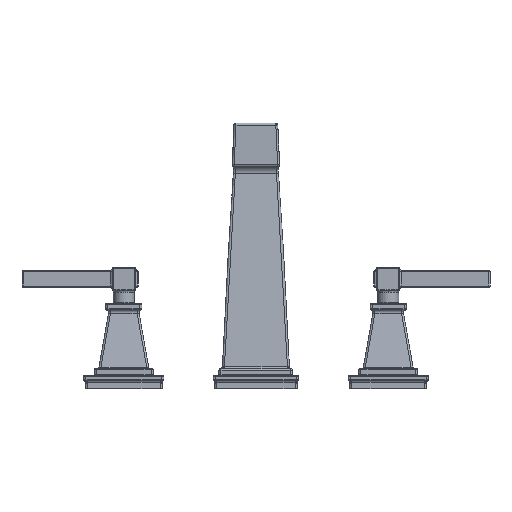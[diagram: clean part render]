
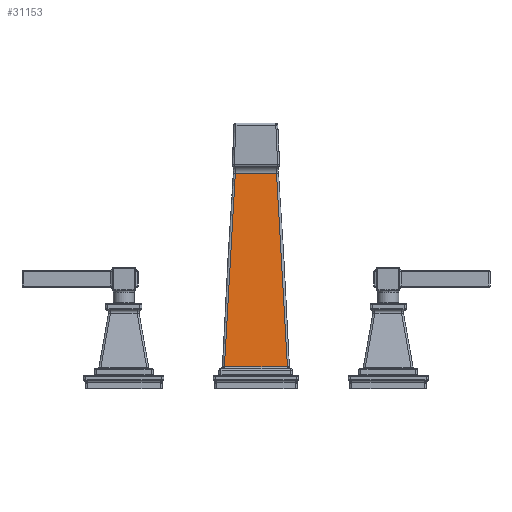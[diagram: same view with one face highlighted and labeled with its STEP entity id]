
A CAD part, front view. The second image highlights one B-rep face of the part: STEP entity #31153.
In plain terms, the highlighted planar face has unit normal (0, -0.996, 0.095).
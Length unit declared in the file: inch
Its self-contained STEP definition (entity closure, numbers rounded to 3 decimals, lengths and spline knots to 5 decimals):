
#27155=DIRECTION('',(1.,0.,0.));
#27156=VECTOR('',#27155,1.87538);
#27157=CARTESIAN_POINT('',(-0.93769,-0.99491,
0.66091));
#27158=LINE('',#27157,#27156);
#27162=CARTESIAN_POINT('',(-0.61391,-0.4467,
6.41206));
#27163=CARTESIAN_POINT('',(-0.62596,-0.46295,
6.24156));
#27164=CARTESIAN_POINT('',(-0.65039,-0.49681,
5.88629));
#27165=CARTESIAN_POINT('',(-0.68766,-0.55142,
5.3134));
#27166=CARTESIAN_POINT('',(-0.72595,-0.61065,
4.69204));
#27167=CARTESIAN_POINT('',(-0.76541,-0.67499,
4.01707));
#27168=CARTESIAN_POINT('',(-0.80612,-0.74488,
3.28385));
#27169=CARTESIAN_POINT('',(-0.84818,-0.82076,
2.48786));
#27170=CARTESIAN_POINT('',(-0.89178,-0.90325,
1.62249));
#27171=CARTESIAN_POINT('',(-0.9222,-0.96352,
0.99016));
#27172=CARTESIAN_POINT('',(-0.93769,-0.99491,
0.66091));
#27177=DIRECTION('',(1.,0.,0.));
#27178=VECTOR('',#27177,1.22782);
#27179=CARTESIAN_POINT('',(-0.61391,-0.4467,
6.41206));
#27180=LINE('',#27179,#27178);
#27184=CARTESIAN_POINT('',(0.93769,-0.99491,
0.66091));
#27185=CARTESIAN_POINT('',(0.92219,-0.9635,
0.99036));
#27186=CARTESIAN_POINT('',(0.89175,-0.9032,
1.62304));
#27187=CARTESIAN_POINT('',(0.84812,-0.82064,
2.48908));
#27188=CARTESIAN_POINT('',(0.80605,-0.74475,
3.28521));
#27189=CARTESIAN_POINT('',(0.76542,-0.67502,
4.01682));
#27190=CARTESIAN_POINT('',(0.72599,-0.61072,
4.69137));
#27191=CARTESIAN_POINT('',(0.6877,-0.55149,
5.31267));
#27192=CARTESIAN_POINT('',(0.65043,-0.49687,
5.88569));
#27193=CARTESIAN_POINT('',(0.62598,-0.46297,
6.24132));
#27194=CARTESIAN_POINT('',(0.61391,-0.4467,
6.41206));
#27235=CARTESIAN_POINT('',(-0.93769,-0.99491,
0.66091));
#27770=CARTESIAN_POINT('',(0.61391,-0.4467,
6.41206));
#27867=CARTESIAN_POINT('',(-0.61391,-0.4467,
6.41206));
#30087=VERTEX_POINT('',#27770);
#30090=VERTEX_POINT('',#27867);
#30121=VERTEX_POINT('',#27235);
#30124=CARTESIAN_POINT('',(0.93769,-0.99491,
0.66091));
#30125=VERTEX_POINT('',#30124);
#31140=CARTESIAN_POINT('',(2.1565,-0.42176,6.67362));
#31141=DIRECTION('',(0.,-0.995,0.095));
#31142=DIRECTION('',(0.,-0.095,-0.995));
#31143=AXIS2_PLACEMENT_3D('',#31140,#31141,#31142);
#31144=PLANE('',#31143);
#31145=ORIENTED_EDGE('',*,*,#31127,.F.);
#31147=ORIENTED_EDGE('',*,*,#31146,.F.);
#31149=ORIENTED_EDGE('',*,*,#31148,.T.);
#31150=ORIENTED_EDGE('',*,*,#31055,.F.);
#31151=EDGE_LOOP('',(#31145,#31147,#31149,#31150));
#31152=FACE_OUTER_BOUND('',#31151,.F.);
#27173=B_SPLINE_CURVE_WITH_KNOTS('',3,(#27162,#27163,#27164,#27165,#27166,
#27167,#27168,#27169,#27170,#27171,#27172),.UNSPECIFIED.,.F.,.F.,(4,1,1,1,1,1,1,
1,4),(0.,0.125,0.25,0.375,0.5,0.625,0.75,0.875,1.),
.UNSPECIFIED.);
#27195=B_SPLINE_CURVE_WITH_KNOTS('',3,(#27184,#27185,#27186,#27187,#27188,
#27189,#27190,#27191,#27192,#27193,#27194),.UNSPECIFIED.,.F.,.F.,(4,1,1,1,1,1,1,
1,4),(0.,0.125,0.25,0.375,0.5,0.625,0.75,0.875,1.),
.UNSPECIFIED.);
#31055=EDGE_CURVE('',#30125,#30087,#27195,.T.);
#31127=EDGE_CURVE('',#30121,#30125,#27158,.T.);
#31146=EDGE_CURVE('',#30090,#30121,#27173,.T.);
#31148=EDGE_CURVE('',#30090,#30087,#27180,.T.);
#31153=ADVANCED_FACE('',(#31152),#31144,.T.);
